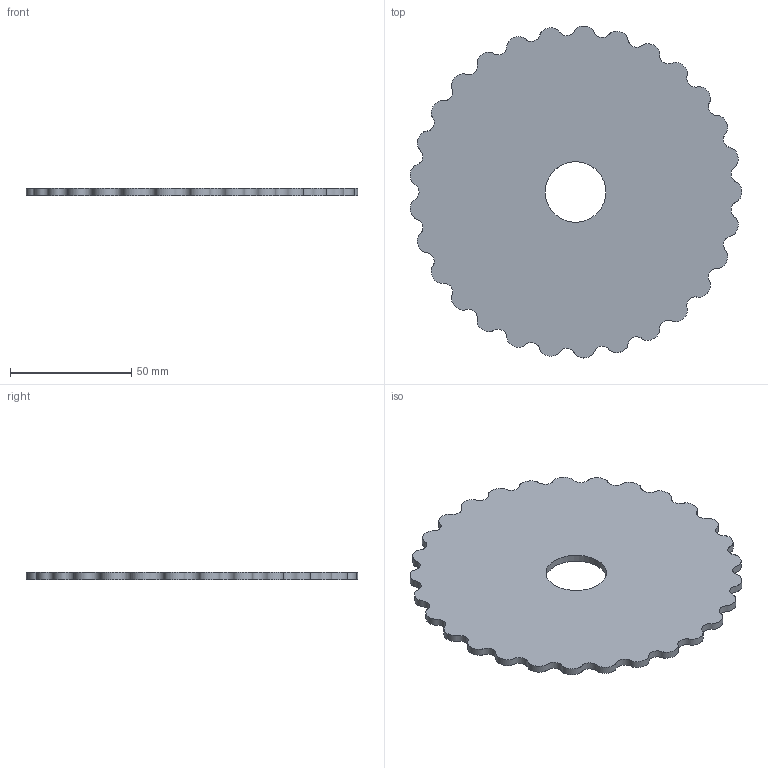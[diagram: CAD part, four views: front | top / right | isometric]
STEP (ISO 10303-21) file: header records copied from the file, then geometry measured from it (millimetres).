
FILE_DESCRIPTION(/* description */ (''),/* implementation_level */ '2;1');
FILE_NAME(/* name */ '',/* time_stamp */ '2023-05-29T09:11:47+09:00',/* author */ ('yuta2'),/* organization */ (''),/* preprocessor_version */ 'ST-DEVELOPER v19.2',/* originating_system */ 'Autodesk Inventor 2024',/* authorisation */ '');
FILE_SCHEMA (('AUTOMOTIVE_DESIGN { 1 0 10303 214 3 1 1 }'));
Length unit declared in the file: millimetre
Products named in the file (1): サイクロイドギア
Bounding box: 136.63 x 136.8 x 3 mm (x, y, z)
Volume: 33764.6 mm3; surface area: 24307.5 mm2
Topology: 1 solids, 1 shells, 4 faces, 6 edges, 4 vertices
Faces by surface type: plane 2, cylinder 1, bspline 1
Full cylindrical faces by diameter (mm): 25 x1
Entity records: 4669 total; most frequent: CARTESIAN_POINT 4552, DIRECTION 14, ORIENTED_EDGE 12, EDGE_LOOP 6, EDGE_CURVE 6, AXIS2_PLACEMENT_3D 6, FACE_OUTER_BOUND 4, VERTEX_POINT 4
